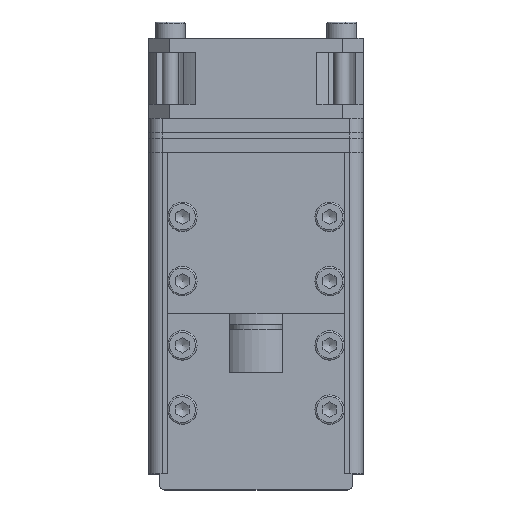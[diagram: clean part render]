
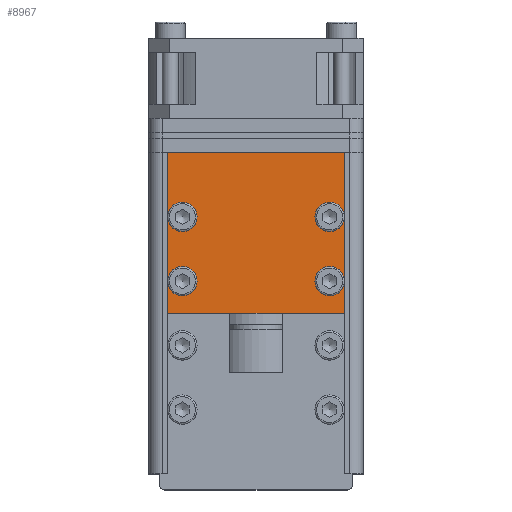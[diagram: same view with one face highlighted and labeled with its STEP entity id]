
A CAD part, top view. The second image highlights one B-rep face of the part: STEP entity #8967.
In plain terms, the highlighted face is planar.
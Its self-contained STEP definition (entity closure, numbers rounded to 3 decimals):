
#446=PLANE('',#9835);
#559=FACE_BOUND('',#1603,.T.);
#560=FACE_BOUND('',#1604,.T.);
#561=FACE_BOUND('',#1605,.T.);
#562=FACE_BOUND('',#1606,.T.);
#1083=FACE_OUTER_BOUND('',#1602,.T.);
#1602=EDGE_LOOP('',(#8320,#8321,#8322,#8323));
#1603=EDGE_LOOP('',(#8324));
#1604=EDGE_LOOP('',(#8325));
#1605=EDGE_LOOP('',(#8326));
#1606=EDGE_LOOP('',(#8327));
#2506=LINE('',#15789,#3405);
#2509=LINE('',#15794,#3408);
#2514=LINE('',#15813,#3413);
#2516=LINE('',#15816,#3415);
#3405=VECTOR('',#12068,10.);
#3408=VECTOR('',#12073,10.);
#3413=VECTOR('',#12096,10.);
#3415=VECTOR('',#12100,10.);
#3683=CIRCLE('',#9826,1.6);
#3684=CIRCLE('',#9828,1.6);
#3685=CIRCLE('',#9830,1.6);
#3686=CIRCLE('',#9832,1.6);
#4545=VERTEX_POINT('',#15786);
#4546=VERTEX_POINT('',#15788);
#4547=VERTEX_POINT('',#15792);
#4548=VERTEX_POINT('',#15796);
#4549=VERTEX_POINT('',#15800);
#4550=VERTEX_POINT('',#15804);
#4551=VERTEX_POINT('',#15808);
#4552=VERTEX_POINT('',#15812);
#5804=EDGE_CURVE('',#4546,#4545,#2506,.T.);
#5807=EDGE_CURVE('',#4545,#4547,#2509,.T.);
#5809=EDGE_CURVE('',#4548,#4548,#3683,.T.);
#5811=EDGE_CURVE('',#4549,#4549,#3684,.T.);
#5813=EDGE_CURVE('',#4550,#4550,#3685,.T.);
#5815=EDGE_CURVE('',#4551,#4551,#3686,.T.);
#5816=EDGE_CURVE('',#4552,#4546,#2514,.T.);
#5818=EDGE_CURVE('',#4547,#4552,#2516,.T.);
#8320=ORIENTED_EDGE('',*,*,#5804,.T.);
#8321=ORIENTED_EDGE('',*,*,#5807,.T.);
#8322=ORIENTED_EDGE('',*,*,#5818,.T.);
#8323=ORIENTED_EDGE('',*,*,#5816,.T.);
#8324=ORIENTED_EDGE('',*,*,#5809,.T.);
#8325=ORIENTED_EDGE('',*,*,#5811,.T.);
#8326=ORIENTED_EDGE('',*,*,#5813,.T.);
#8327=ORIENTED_EDGE('',*,*,#5815,.T.);
#8967=ADVANCED_FACE('',(#1083,#559,#560,#561,#562),#446,.T.);
#9826=AXIS2_PLACEMENT_3D('',#15798,#12077,#12078);
#9828=AXIS2_PLACEMENT_3D('',#15802,#12082,#12083);
#9830=AXIS2_PLACEMENT_3D('',#15806,#12087,#12088);
#9832=AXIS2_PLACEMENT_3D('',#15810,#12092,#12093);
#9835=AXIS2_PLACEMENT_3D('',#15817,#12101,#12102);
#12068=DIRECTION('',(0.,0.,-1.));
#12073=DIRECTION('',(1.,0.,0.));
#12077=DIRECTION('center_axis',(0.,1.,0.));
#12078=DIRECTION('ref_axis',(1.,0.,0.));
#12082=DIRECTION('center_axis',(0.,1.,0.));
#12083=DIRECTION('ref_axis',(1.,0.,0.));
#12087=DIRECTION('center_axis',(0.,1.,0.));
#12088=DIRECTION('ref_axis',(1.,0.,0.));
#12092=DIRECTION('center_axis',(0.,1.,0.));
#12093=DIRECTION('ref_axis',(1.,0.,0.));
#12096=DIRECTION('',(-1.,0.,0.));
#12100=DIRECTION('',(0.,0.,1.));
#12101=DIRECTION('center_axis',(0.,-1.,0.));
#12102=DIRECTION('ref_axis',(0.,0.,-1.));
#15786=CARTESIAN_POINT('',(-21.389,-2.7,-51.343));
#15788=CARTESIAN_POINT('',(-21.389,-2.7,-18.343));
#15789=CARTESIAN_POINT('',(-21.389,-2.7,-52.738));
#15792=CARTESIAN_POINT('',(8.611,-2.7,-51.343));
#15794=CARTESIAN_POINT('',(-24.389,-2.7,-51.343));
#15796=CARTESIAN_POINT('',(1.011,-2.7,-21.093));
#15798=CARTESIAN_POINT('Origin',(2.611,-2.7,-21.093));
#15800=CARTESIAN_POINT('',(1.011,-2.7,-48.593));
#15802=CARTESIAN_POINT('Origin',(2.611,-2.7,-48.593));
#15804=CARTESIAN_POINT('',(-10.989,-2.7,-48.593));
#15806=CARTESIAN_POINT('Origin',(-9.389,-2.7,-48.593));
#15808=CARTESIAN_POINT('',(-10.989,-2.7,-21.093));
#15810=CARTESIAN_POINT('Origin',(-9.389,-2.7,-21.093));
#15812=CARTESIAN_POINT('',(8.611,-2.7,-18.343));
#15813=CARTESIAN_POINT('',(8.611,-2.7,-18.343));
#15816=CARTESIAN_POINT('',(8.611,-2.7,-51.343));
#15817=CARTESIAN_POINT('Origin',(-27.215,-2.7,-34.843));
